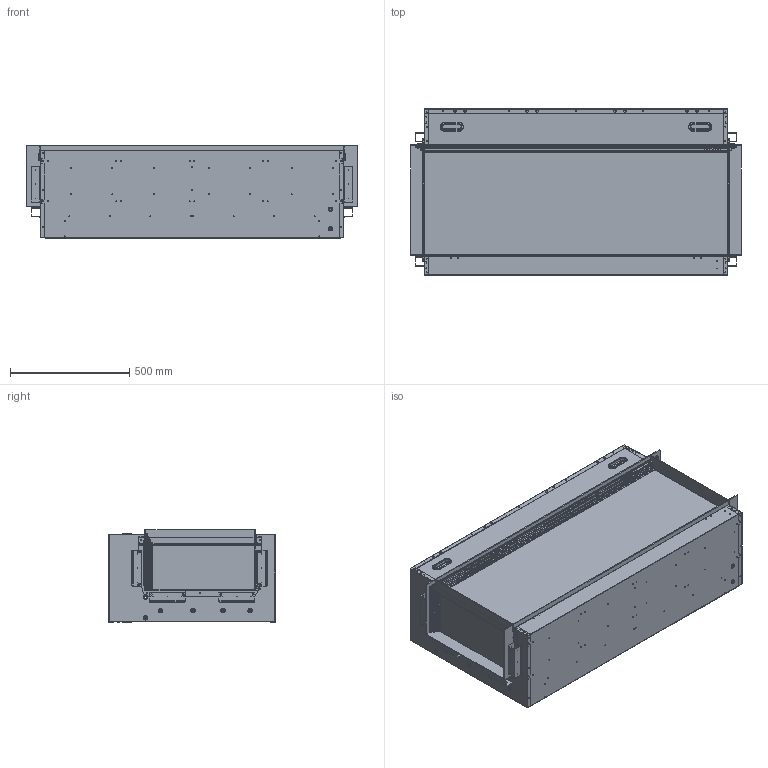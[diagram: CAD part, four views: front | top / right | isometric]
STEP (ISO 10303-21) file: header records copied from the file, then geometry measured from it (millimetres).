
FILE_DESCRIPTION (( 'STEP AP203' ), '1' );
FILE_NAME ('Ignite ultra 50 (ULT50-EU)_defeature.STEP', '2024-07-18T14:50:58', ( '' ), ( '' ), 'SwSTEP 2.0', 'SolidWorks 2023', '' );
FILE_SCHEMA (( 'CONFIG_CONTROL_DESIGN' ));
Products named in the file (1): Ignite ultra 50 (ULT50-EU)_defeature
Bounding box: 1388.31 x 699.38 x 390.12 mm (x, y, z)
Surface area: 6444101.5 mm2 (no closed solid volume)
Topology: 0 solids, 56 shells, 1030 faces, 5107 edges, 4007 vertices
Faces by surface type: plane 444, cylinder 419, torus 99, cone 60, bspline 8
Entity records: 62561 total; most frequent: CARTESIAN_POINT 21038, DIRECTION 8999, ORIENTED_EDGE 6863, EDGE_CURVE 5107, VERTEX_POINT 4007, AXIS2_PLACEMENT_3D 3244, VECTOR 2511, LINE 2511
